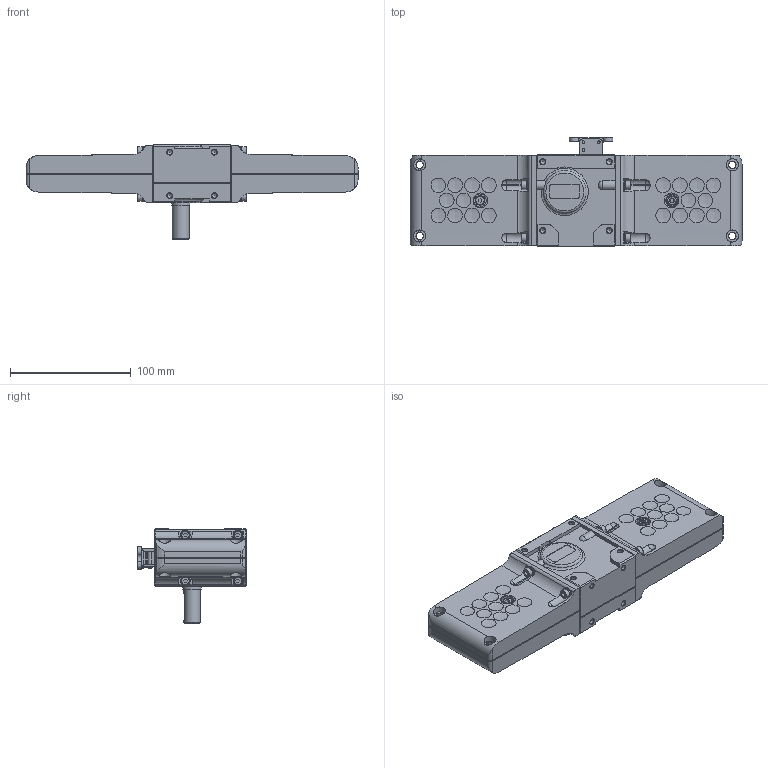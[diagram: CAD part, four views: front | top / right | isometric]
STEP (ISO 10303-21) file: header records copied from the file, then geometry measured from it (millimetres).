
FILE_DESCRIPTION(/* description */ ('STEP AP214'),/* implementation_level */ '2;1');
FILE_NAME(/* name */ 'ZCA25N030EL',/* time_stamp */ '2023-09-19T10:39:12+02:00',/* author */ ('License CC BY-ND 4.0'),/* organization */ ('CADENAS'),/* preprocessor_version */ 'ST-DEVELOPER v19.3',/* originating_system */ 'PARTsolutions',/* authorisation */ ' ');
FILE_SCHEMA (('AUTOMOTIVE_DESIGN {1 0 10303 214 3 1 1}'));
Length unit declared in the file: millimetre
Products named in the file (5): ZCA25N030EL; ZCA25-_ZC+tp; ZCA25030_hr; ZCA25030_hl; ZCA25L_ds+is
Assembly tree (4 placements, depth 2):
  ZCA25N030EL
    ZCA25-_ZC+tp
    ZCA25030_hr
    ZCA25030_hl
    ZCA25L_ds+is
Bounding box: 275 x 90 x 78 mm (x, y, z)
Volume: 717931.2 mm3; surface area: 94597 mm2
Topology: 4 solids, 4 shells, 799 faces, 1994 edges, 1306 vertices
Faces by surface type: plane 425, cylinder 226, cone 69, sphere 58, bspline 16, torus 5
Full cylindrical faces by diameter (mm): 1.57 x3, 2.3 x6, 3.242 x6, 4.134 x17, 5.5 x1, 6.1 x4, 7 x13, 7.6 x4, 8 x13, 9.5 x2, 10 x8, 10.5 x4, 14 x1, 15 x1, 20.44 x1, 21 x1, 28.071 x1
Entity records: 23709 total; most frequent: CARTESIAN_POINT 5222, DIRECTION 3769, ORIENTED_EDGE 3582, EDGE_CURVE 1791, AXIS2_PLACEMENT_3D 1368, VERTEX_POINT 1266, FACE_BOUND 1081, EDGE_LOOP 1064
